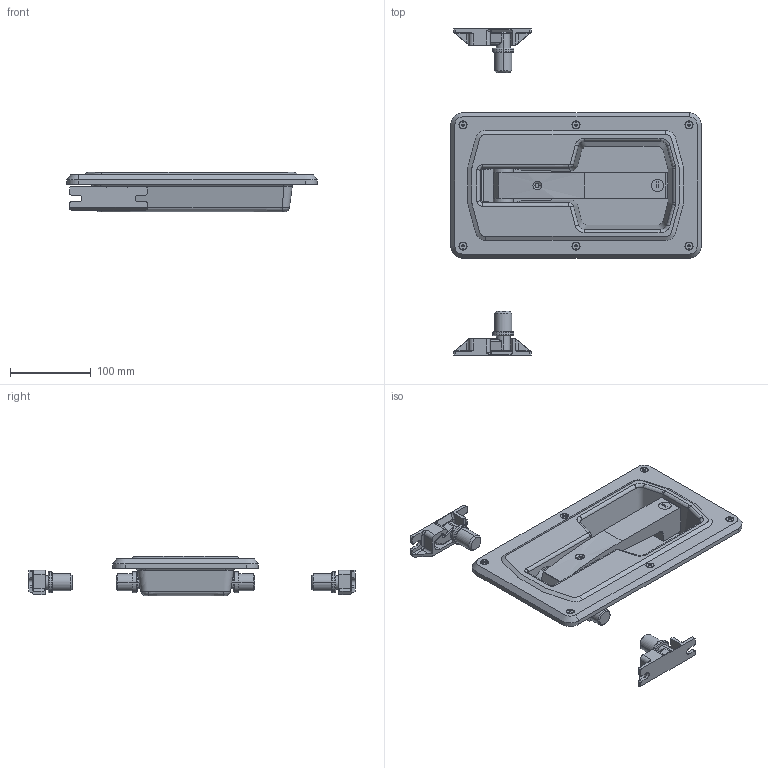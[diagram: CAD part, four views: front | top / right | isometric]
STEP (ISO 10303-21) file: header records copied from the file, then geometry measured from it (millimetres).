
FILE_DESCRIPTION (( 'STEP AP203' ), '1' );
FILE_NAME ('sone3D.STEP', '2015-04-01T06:30:24', ( '' ), ( '' ), 'SwSTEP 2.0', 'SolidWorks 2012', '' );
FILE_SCHEMA (( 'CONFIG_CONTROL_DESIGN' ));
Length unit declared in the file: millimetre
Products named in the file (14): FA-1815-S-1乣2__FA-1815-S-1_; FA-1815-S-1_-2僼僢僋__FA-1815-S-1-R; FA-1815-S-1_-2僉乕僷乕__R; FA-1815-S-1_-2僼僢僋__FA-1815-S-1-L; FA-1815-S-1_-2僉乕僷乕__L; 廫帤寠晅嶮偹偠M5_M5亊6; FA-815僕儑僀儞僩__僕儑僀儞僩A; FA-815N-1ハンドル; FA-815N-1カバー_; FA-815N-1ボディー; sone3D; FA-815N-1Oリング; FA-815N-1僫僀儘儞儚僢僔儍乕; T0230僟儈乕儘乕僞乕__#T0230-3
Assembly tree (21 placements, depth 3):
  sone3D
    FA-815N-1ボディー
    FA-815N-1カバー_
    FA-815N-1ハンドル
    FA-815僕儑僀儞僩__僕儑僀儞僩A  x2
    廫帤寠晅嶮偹偠M5_M5亊6  x6
    FA-1815-S-1乣2__FA-1815-S-1_
      FA-1815-S-1_-2僉乕僷乕__L
      FA-1815-S-1_-2僼僢僋__FA-1815-S-1-L
      FA-1815-S-1_-2僉乕僷乕__R
      FA-1815-S-1_-2僼僢僋__FA-1815-S-1-R
    T0230僟儈乕儘乕僞乕__#T0230-3
    FA-815N-1僫僀儘儞儚僢僔儍乕  x2
    FA-815N-1Oリング  x2
Bounding box: 310 x 404 x 49 mm (x, y, z)
Volume: 673124.1 mm3; surface area: 387923.4 mm2
Topology: 20 solids, 20 shells, 815 faces, 2099 edges, 1349 vertices
Faces by surface type: plane 287, cylinder 283, bspline 95, cone 80, torus 64, sphere 6
Entity records: 39324 total; most frequent: CARTESIAN_POINT 22418, ORIENTED_EDGE 3294, DIRECTION 3088, EDGE_CURVE 1647, AXIS2_PLACEMENT_3D 1225, VERTEX_POINT 1082, EDGE_LOOP 711, CIRCLE 672
